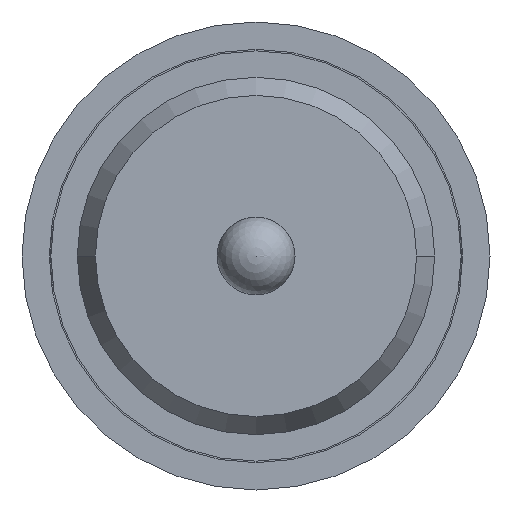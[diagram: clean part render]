
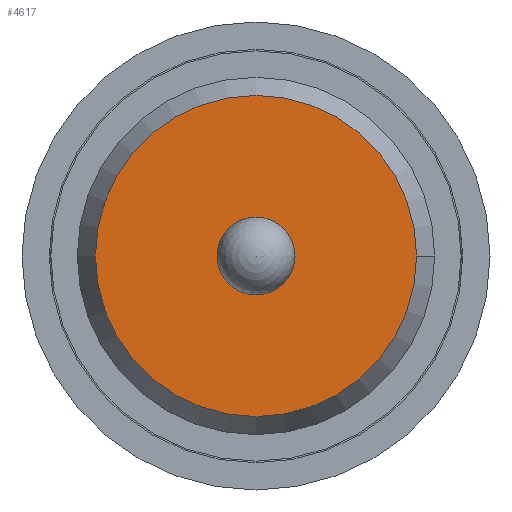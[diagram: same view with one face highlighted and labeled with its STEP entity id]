
A CAD part, front view. The second image highlights one B-rep face of the part: STEP entity #4617.
In plain terms, the highlighted planar face has unit normal (0, -1, 0).
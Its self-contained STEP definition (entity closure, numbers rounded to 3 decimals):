
#17 = DIRECTION ( 'NONE',  ( 0., -1., 0. ) ) ;
#28 = ORIENTED_EDGE ( 'NONE', *, *, #3887, .T. ) ;
#44 = VERTEX_POINT ( 'NONE', #3811 ) ;
#119 = CIRCLE ( 'NONE', #2738, 0.25 ) ;
#330 = DIRECTION ( 'NONE',  ( 0., -1., 0. ) ) ;
#375 = EDGE_CURVE ( 'Defeature ausgef�hrt1_19+Defeature ausgef�hrt1_18+Defeature ausgef�hrt1_18+Defeature ausgef�hrt1_18', #44, #2271, #2215, .T. ) ;
#537 = AXIS2_PLACEMENT_3D ( 'NONE', #3796, #17, #4929 ) ;
#1034 = ORIENTED_EDGE ( 'NONE', *, *, #4792, .T. ) ;
#1117 = DIRECTION ( 'NONE',  ( 1., 0., 0. ) ) ;
#1163 = CARTESIAN_POINT ( 'NONE',  ( 0., -2.3, 0.25 ) ) ;
#1186 = FACE_OUTER_BOUND ( 'NONE', #2989, .T. ) ;
#1244 = CARTESIAN_POINT ( 'NONE',  ( 0., -2.3, 0. ) ) ;
#1543 = DIRECTION ( 'NONE',  ( 1., 0., 0. ) ) ;
#1575 = CARTESIAN_POINT ( 'NONE',  ( 0., -2.3, 0. ) ) ;
#1606 = DIRECTION ( 'NONE',  ( 1., 0., 0. ) ) ;
#2063 = DIRECTION ( 'NONE',  ( 0., -1., 0. ) ) ;
#2076 = CARTESIAN_POINT ( 'NONE',  ( 0., -2.3, 0. ) ) ;
#2215 = CIRCLE ( 'NONE', #3760, 1.03 ) ;
#2234 = CARTESIAN_POINT ( 'NONE',  ( 0., -2.3, -0.25 ) ) ;
#2267 = CARTESIAN_POINT ( 'NONE',  ( -1.145, -2.3, 0. ) ) ;
#2271 = VERTEX_POINT ( 'NONE', #2919 ) ;
#2738 = AXIS2_PLACEMENT_3D ( 'NONE', #1575, #4183, #1543 ) ;
#2911 = AXIS2_PLACEMENT_3D ( 'NONE', #2076, #4761, #3918 ) ;
#2919 = CARTESIAN_POINT ( 'NONE',  ( 1.03, -2.3, 0. ) ) ;
#2985 = CIRCLE ( 'NONE', #2911, 0.25 ) ;
#2989 = EDGE_LOOP ( 'NONE', ( #4642, #28 ) ) ;
#3468 = VERTEX_POINT ( 'NONE', #1163 ) ;
#3670 = ORIENTED_EDGE ( 'NONE', *, *, #3846, .T. ) ;
#3760 = AXIS2_PLACEMENT_3D ( 'NONE', #1244, #2063, #1606 ) ;
#3796 = CARTESIAN_POINT ( 'NONE',  ( 0., -2.3, 0. ) ) ;
#3811 = CARTESIAN_POINT ( 'NONE',  ( -1.03, -2.3, 0. ) ) ;
#3846 = EDGE_CURVE ( 'Defeature ausgef�hrt1_19+Defeature ausgef�hrt1_16+Defeature ausgef�hrt1_16+Defeature ausgef�hrt1_16', #3468, #4587, #119, .T. ) ;
#3887 = EDGE_CURVE ( 'Defeature ausgef�hrt1_19+Defeature ausgef�hrt1_18+Defeature ausgef�hrt1_18+Defeature ausgef�hrt1_18', #2271, #44, #4063, .T. ) ;
#3918 = DIRECTION ( 'NONE',  ( 1., 0., 0. ) ) ;
#4063 = CIRCLE ( 'NONE', #537, 1.03 ) ;
#4183 = DIRECTION ( 'NONE',  ( 0., 1., 0. ) ) ;
#4373 = AXIS2_PLACEMENT_3D ( 'NONE', #2267, #330, #1117 ) ;
#4411 = EDGE_LOOP ( 'NONE', ( #3670, #1034 ) ) ;
#4587 = VERTEX_POINT ( 'NONE', #2234 ) ;
#4617 = ADVANCED_FACE ( 'Defeature ausgef�hrt1_19', ( #4719, #1186 ), #4905, .T. ) ;
#4642 = ORIENTED_EDGE ( 'NONE', *, *, #375, .T. ) ;
#4719 = FACE_BOUND ( 'NONE', #4411, .T. ) ;
#4761 = DIRECTION ( 'NONE',  ( 0., 1., 0. ) ) ;
#4792 = EDGE_CURVE ( 'Defeature ausgef�hrt1_19+Defeature ausgef�hrt1_16+Defeature ausgef�hrt1_16+Defeature ausgef�hrt1_16', #4587, #3468, #2985, .T. ) ;
#4905 = PLANE ( 'NONE',  #4373 ) ;
#4929 = DIRECTION ( 'NONE',  ( 1., 0., 0. ) ) ;
